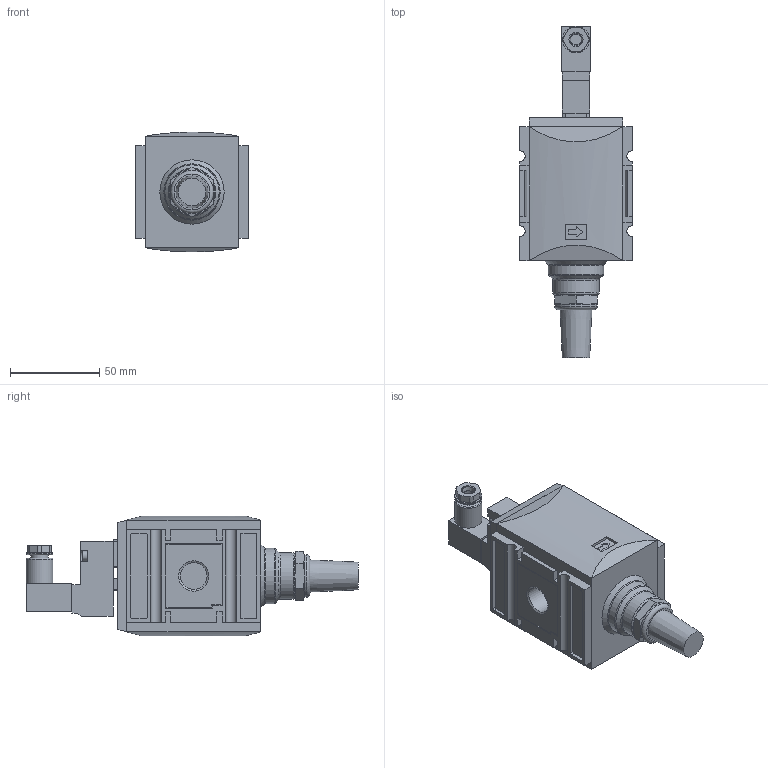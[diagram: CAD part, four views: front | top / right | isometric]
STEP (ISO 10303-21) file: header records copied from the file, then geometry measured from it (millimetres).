
FILE_DESCRIPTION( ( 'STEP AP203' ), ' ' );
FILE_NAME( '94012.DD02.stp', '2017-03-08T11:44:31', ( '' ), ( '' ), ' ', 'PARTsolutions', ' ' );
FILE_SCHEMA( ( 'CONFIG_CONTROL_DESIGN' ) );
Length unit declared in the file: millimetre
Products named in the file (4): 94012.DD02; _FU 963G 3/8000-1; _FU 963-2; _567-4/M_2_G1/2
Assembly tree (3 placements, depth 2):
  94012.DD02
    _FU 963G 3/8000-1
    _FU 963-2
    _567-4/M_2_G1/2
Bounding box: 63 x 185.89 x 67.1 mm (x, y, z)
Volume: 344415.5 mm3; surface area: 48869 mm2
Topology: 3 solids, 3 shells, 396 faces, 962 edges, 621 vertices
Faces by surface type: plane 260, cylinder 88, cone 33, torus 14, sphere 1
Full cylindrical faces by diameter (mm): 2 x5, 2.459 x2, 3 x2, 3.2 x4, 4.9 x1, 5.5 x3, 6 x1, 10 x1, 14.95 x2, 15 x2, 18 x1, 18.631 x1, 20.955 x1, 24 x1, 26 x1, 31 x1, 42 x1, 42.2 x1
Entity records: 11272 total; most frequent: CARTESIAN_POINT 2038, DIRECTION 1903, ORIENTED_EDGE 1766, EDGE_CURVE 883, AXIS2_PLACEMENT_3D 648, LINE 607, VECTOR 607, VERTEX_POINT 603
